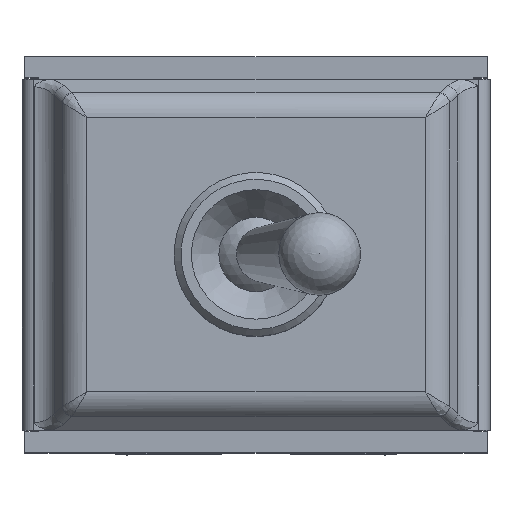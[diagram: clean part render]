
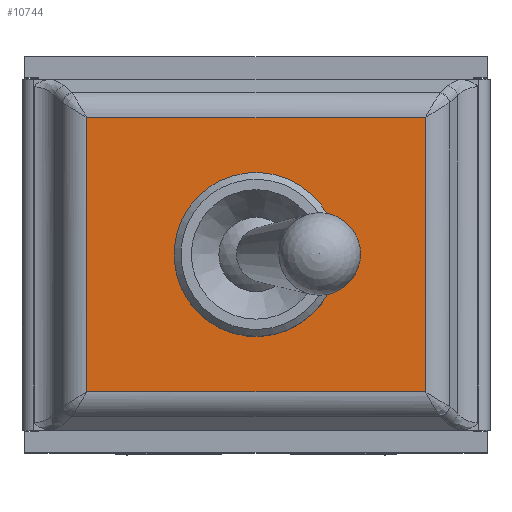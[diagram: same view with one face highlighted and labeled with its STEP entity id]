
A CAD part, top view. The second image highlights one B-rep face of the part: STEP entity #10744.
In plain terms, the highlighted planar face has unit normal (0, 0, 1).
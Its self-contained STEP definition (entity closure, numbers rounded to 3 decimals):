
#87=FACE_BOUND('',#1273,.T.);
#243=PLANE('',#11520);
#654=FACE_OUTER_BOUND('',#1272,.T.);
#1272=EDGE_LOOP('',(#7813,#7814,#7815,#7816));
#1273=EDGE_LOOP('',(#7817,#7818,#7819,#7820));
#1999=LINE('',#16627,#3044);
#2000=LINE('',#16629,#3045);
#2001=LINE('',#16631,#3046);
#2002=LINE('',#16632,#3047);
#2003=LINE('',#16637,#3048);
#2004=LINE('',#16639,#3049);
#2005=LINE('',#16640,#3050);
#3044=VECTOR('',#13173,10.);
#3045=VECTOR('',#13174,10.);
#3046=VECTOR('',#13175,10.);
#3047=VECTOR('',#13176,10.);
#3048=VECTOR('',#13179,10.);
#3049=VECTOR('',#13180,10.);
#3050=VECTOR('',#13181,10.);
#4012=CIRCLE('',#11521,5.953);
#4670=VERTEX_POINT('',#16625);
#4671=VERTEX_POINT('',#16626);
#4672=VERTEX_POINT('',#16628);
#4673=VERTEX_POINT('',#16630);
#4674=VERTEX_POINT('',#16633);
#4675=VERTEX_POINT('',#16634);
#4676=VERTEX_POINT('',#16636);
#4677=VERTEX_POINT('',#16638);
#5861=EDGE_CURVE('',#4670,#4671,#1999,.T.);
#5862=EDGE_CURVE('',#4672,#4670,#2000,.T.);
#5863=EDGE_CURVE('',#4672,#4673,#2001,.T.);
#5864=EDGE_CURVE('',#4673,#4671,#2002,.T.);
#5865=EDGE_CURVE('',#4674,#4675,#4012,.T.);
#5866=EDGE_CURVE('',#4675,#4676,#2003,.T.);
#5867=EDGE_CURVE('',#4676,#4677,#2004,.T.);
#5868=EDGE_CURVE('',#4677,#4674,#2005,.T.);
#7813=ORIENTED_EDGE('',*,*,#5861,.F.);
#7814=ORIENTED_EDGE('',*,*,#5862,.F.);
#7815=ORIENTED_EDGE('',*,*,#5863,.T.);
#7816=ORIENTED_EDGE('',*,*,#5864,.T.);
#7817=ORIENTED_EDGE('',*,*,#5865,.T.);
#7818=ORIENTED_EDGE('',*,*,#5866,.T.);
#7819=ORIENTED_EDGE('',*,*,#5867,.T.);
#7820=ORIENTED_EDGE('',*,*,#5868,.T.);
#10744=ADVANCED_FACE('',(#654,#87),#243,.T.);
#11520=AXIS2_PLACEMENT_3D('',#16624,#13171,#13172);
#11521=AXIS2_PLACEMENT_3D('',#16635,#13177,#13178);
#13171=DIRECTION('center_axis',(0.,0.,
1.));
#13172=DIRECTION('ref_axis',(-1.,0.,0.));
#13173=DIRECTION('',(-1.,0.,0.));
#13174=DIRECTION('',(0.,-1.,0.));
#13175=DIRECTION('',(-1.,0.,0.));
#13176=DIRECTION('',(0.,-1.,0.));
#13177=DIRECTION('center_axis',(0.,0.,
-1.));
#13178=DIRECTION('ref_axis',(-1.,0.,0.));
#13179=DIRECTION('',(-1.,0.,0.));
#13180=DIRECTION('',(0.,-1.,0.));
#13181=DIRECTION('',(1.,0.,0.));
#16624=CARTESIAN_POINT('Origin',(12.281,0.,
14.3));
#16625=CARTESIAN_POINT('',(12.281,-9.962,14.3));
#16626=CARTESIAN_POINT('',(-12.281,-9.962,14.3));
#16627=CARTESIAN_POINT('',(0.,-9.962,14.3));
#16628=CARTESIAN_POINT('',(12.281,9.962,14.3));
#16629=CARTESIAN_POINT('',(12.281,0.,14.3));
#16630=CARTESIAN_POINT('',(-12.281,9.962,14.3));
#16631=CARTESIAN_POINT('',(0.,9.962,14.3));
#16632=CARTESIAN_POINT('',(-12.281,0.,14.3));
#16633=CARTESIAN_POINT('',(5.885,-0.9,14.3));
#16634=CARTESIAN_POINT('',(5.885,0.9,14.3));
#16635=CARTESIAN_POINT('Origin',(0.,0.,
14.3));
#16636=CARTESIAN_POINT('',(4.847,0.9,14.3));
#16637=CARTESIAN_POINT('',(2.942,0.9,14.3));
#16638=CARTESIAN_POINT('',(4.847,-0.9,14.3));
#16639=CARTESIAN_POINT('',(4.847,0.45,14.3));
#16640=CARTESIAN_POINT('',(2.423,-0.9,14.3));
